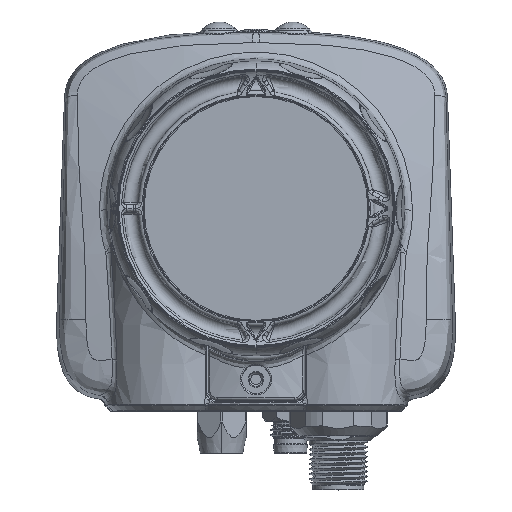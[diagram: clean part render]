
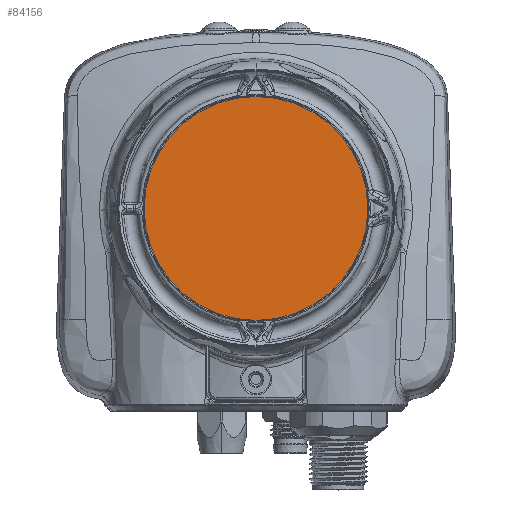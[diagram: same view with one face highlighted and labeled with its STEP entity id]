
A CAD part, top view. The second image highlights one B-rep face of the part: STEP entity #84156.
In plain terms, the highlighted planar face has unit normal (0, 0, 1).
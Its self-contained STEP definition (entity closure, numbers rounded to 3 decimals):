
#35983=CARTESIAN_POINT('',(0.,1.25,36.95));
#35984=DIRECTION('',(0.,0.,-1.));
#35985=DIRECTION('',(0.,1.,0.));
#35986=AXIS2_PLACEMENT_3D('',#35983,#35984,#35985);
#35988=CARTESIAN_POINT('',(0.,1.25,36.95));
#35989=DIRECTION('',(0.,0.,-1.));
#35990=DIRECTION('',(0.,-1.,0.));
#35991=AXIS2_PLACEMENT_3D('',#35988,#35989,#35990);
#38443=CARTESIAN_POINT('',(0.,24.032,36.95));
#38444=CARTESIAN_POINT('',(0.,-21.532,36.95));
#38445=VERTEX_POINT('',#38443);
#38446=VERTEX_POINT('',#38444);
#84147=CARTESIAN_POINT('',(0.,1.25,36.95));
#84148=DIRECTION('',(0.,0.,1.));
#84149=DIRECTION('',(0.,1.,0.));
#84150=AXIS2_PLACEMENT_3D('',#84147,#84148,#84149);
#84151=PLANE('',#84150);
#84152=ORIENTED_EDGE('',*,*,#84141,.T.);
#84153=ORIENTED_EDGE('',*,*,#84127,.T.);
#84154=EDGE_LOOP('',(#84152,#84153));
#84155=FACE_OUTER_BOUND('',#84154,.F.);
#84156=ADVANCED_FACE('',(#84155),#84151,.T.);
#35987=CIRCLE('',#35986,22.782);
#35992=CIRCLE('',#35991,22.782);
#84127=EDGE_CURVE('',#38446,#38445,#35992,.T.);
#84141=EDGE_CURVE('',#38445,#38446,#35987,.T.);
